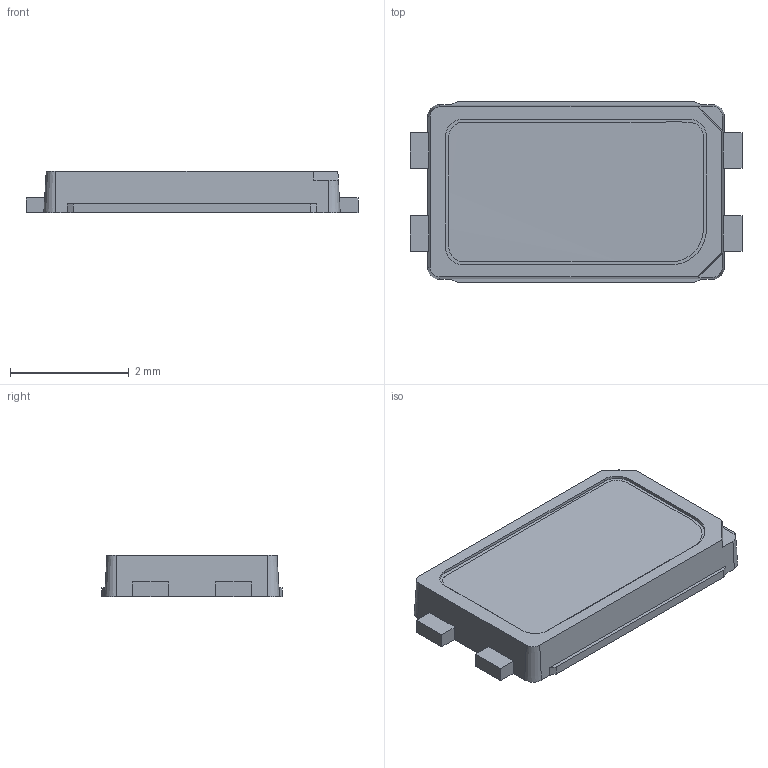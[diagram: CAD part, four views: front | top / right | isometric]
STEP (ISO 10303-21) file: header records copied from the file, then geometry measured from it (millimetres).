
FILE_DESCRIPTION(('FreeCAD Model'),'2;1');
FILE_NAME('LM561Bplus.stp' ,'2020-06-09T21:57:13',(''),(''),'Open CASCADE STEP processor 7.3', 'FreeCAD','Unknown');
FILE_SCHEMA(('AUTOMOTIVE_DESIGN { 1 0 10303 214 1 1 1 1 }'));
Length unit declared in the file: millimetre
Products named in the file (1): SLED-000007404_000
Bounding box: 5.6 x 3.05 x 0.7 mm (x, y, z)
Volume: 8.1 mm3; surface area: 43.2 mm2
Topology: 1 solids, 1 shells, 116 faces, 311 edges, 203 vertices
Faces by surface type: plane 92, cylinder 20, cone 4
Full cylindrical faces by diameter (mm): 0.55 x4
Entity records: 8724 total; most frequent: CARTESIAN_POINT 1602, DIRECTION 1188, LINE 829, VECTOR 829, ORIENTED_EDGE 622, PCURVE 622, DEFINITIONAL_REPRESENTATION 622, EDGE_CURVE 311
